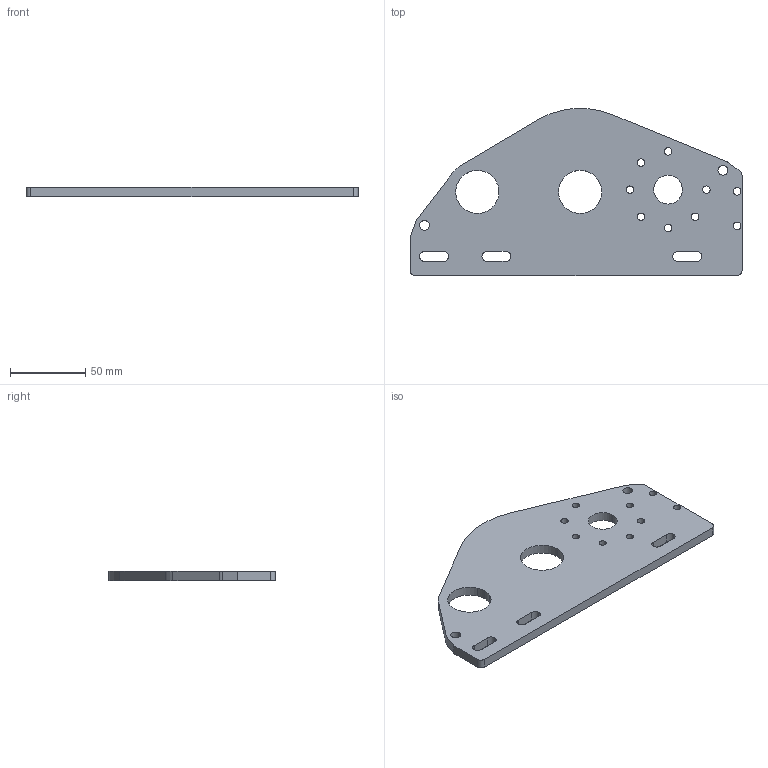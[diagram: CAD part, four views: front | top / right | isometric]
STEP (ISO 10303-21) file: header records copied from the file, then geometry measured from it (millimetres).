
FILE_DESCRIPTION (( 'STEP AP203' ), '1' );
FILE_NAME ('4400-23-P-0403 (2 Piezas) MS.STEP', '2023-02-25T00:57:52', ( '' ), ( '' ), 'SwSTEP 2.0', 'SolidWorks 2022', '' );
FILE_SCHEMA (( 'CONFIG_CONTROL_DESIGN' ));
Length unit declared in the file: millimetre
Products named in the file (1): 4400-23-P-0403 (2 Piezas) MS
Bounding box: 220.47 x 110.94 x 6.35 mm (x, y, z)
Volume: 109087 mm3; surface area: 41567.8 mm2
Topology: 1 solids, 1 shells, 61 faces, 177 edges, 118 vertices
Faces by surface type: cylinder 45, plane 16
Entity records: 2206 total; most frequent: DIRECTION 391, CARTESIAN_POINT 357, ORIENTED_EDGE 354, EDGE_CURVE 177, AXIS2_PLACEMENT_3D 152, VERTEX_POINT 118, EDGE_LOOP 95, CIRCLE 90
